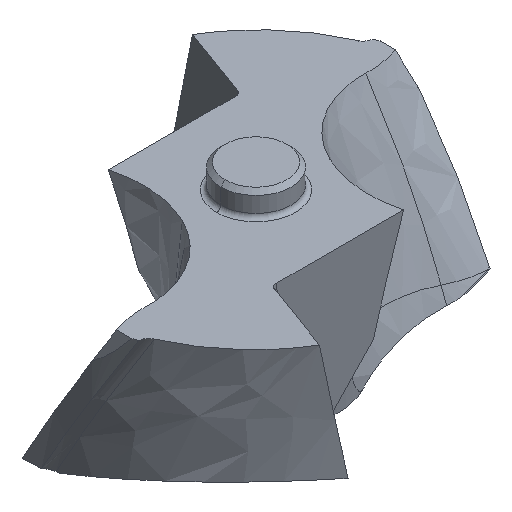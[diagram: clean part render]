
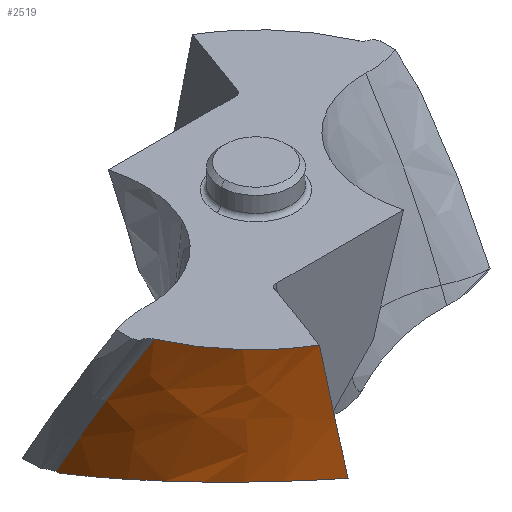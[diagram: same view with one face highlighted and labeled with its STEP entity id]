
A CAD part, isometric view. The second image highlights one B-rep face of the part: STEP entity #2519.
In plain terms, the highlighted free-form (B-spline) face has degree [3, 3] with [7, 5] control points.
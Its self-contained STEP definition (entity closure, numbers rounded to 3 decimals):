
#193=CARTESIAN_POINT('',(-6.365,-2.769,
0.));
#194=CARTESIAN_POINT('',(-6.04,-3.507,
0.));
#195=CARTESIAN_POINT('',(-5.244,-4.688,
0.));
#196=CARTESIAN_POINT('',(-4.135,-5.565,
0.));
#197=CARTESIAN_POINT('',(-3.626,-5.869,
0.));
#207=CARTESIAN_POINT('',(-6.365,-2.769,
0.));
#879=CARTESIAN_POINT('',(-2.952,-6.206,
-4.243));
#880=CARTESIAN_POINT('',(-2.978,-6.184,
-4.062));
#881=CARTESIAN_POINT('',(-3.033,-6.14,
-3.686));
#882=CARTESIAN_POINT('',(-3.123,-6.081,
-3.09));
#883=CARTESIAN_POINT('',(-3.224,-6.024,
-2.442));
#884=CARTESIAN_POINT('',(-3.34,-5.971,
-1.724));
#885=CARTESIAN_POINT('',(-3.472,-5.921,
-0.924));
#886=CARTESIAN_POINT('',(-3.573,-5.887,
-0.319));
#887=CARTESIAN_POINT('',(-3.626,-5.869,
0.));
#892=CARTESIAN_POINT('',(-6.944,0.,
-5.194));
#893=CARTESIAN_POINT('',(-6.944,-0.106,
-5.153));
#894=CARTESIAN_POINT('',(-6.94,-0.318,
-5.072));
#895=CARTESIAN_POINT('',(-6.918,-0.633,
-4.958));
#896=CARTESIAN_POINT('',(-6.882,-0.943,
-4.851));
#897=CARTESIAN_POINT('',(-6.833,-1.249,
-4.751));
#898=CARTESIAN_POINT('',(-6.77,-1.55,
-4.657));
#899=CARTESIAN_POINT('',(-6.695,-1.845,
-4.57));
#900=CARTESIAN_POINT('',(-6.607,-2.135,
-4.49));
#901=CARTESIAN_POINT('',(-6.507,-2.417,
-4.417));
#902=CARTESIAN_POINT('',(-6.396,-2.692,
-4.351));
#903=CARTESIAN_POINT('',(-6.274,-2.961,
-4.291));
#904=CARTESIAN_POINT('',(-6.14,-3.223,
-4.239));
#905=CARTESIAN_POINT('',(-5.995,-3.478,
-4.192));
#906=CARTESIAN_POINT('',(-5.839,-3.727,
-4.153));
#907=CARTESIAN_POINT('',(-5.674,-3.968,
-4.119));
#908=CARTESIAN_POINT('',(-5.498,-4.202,
-4.093));
#909=CARTESIAN_POINT('',(-5.313,-4.427,
-4.073));
#910=CARTESIAN_POINT('',(-5.119,-4.644,
-4.06));
#911=CARTESIAN_POINT('',(-4.915,-4.853,
-4.053));
#912=CARTESIAN_POINT('',(-4.702,-5.054,
-4.053));
#913=CARTESIAN_POINT('',(-4.479,-5.246,
-4.059));
#914=CARTESIAN_POINT('',(-4.246,-5.43,
-4.073));
#915=CARTESIAN_POINT('',(-4.005,-5.605,
-4.093));
#916=CARTESIAN_POINT('',(-3.754,-5.771,
-4.12));
#917=CARTESIAN_POINT('',(-3.496,-5.927,
-4.154));
#918=CARTESIAN_POINT('',(-3.229,-6.072,
-4.194));
#919=CARTESIAN_POINT('',(-3.045,-6.162,
-4.226));
#920=CARTESIAN_POINT('',(-2.952,-6.206,
-4.243));
#925=CARTESIAN_POINT('',(-6.943,0.119,
-5.21));
#926=CARTESIAN_POINT('',(-6.944,0.105,
-5.208));
#927=CARTESIAN_POINT('',(-6.944,0.079,
-5.204));
#928=CARTESIAN_POINT('',(-6.944,0.04,
-5.199));
#929=CARTESIAN_POINT('',(-6.944,0.013,
-5.196));
#930=CARTESIAN_POINT('',(-6.944,0.,
-5.194));
#935=CARTESIAN_POINT('',(-6.365,-2.769,
0.));
#936=CARTESIAN_POINT('',(-6.532,-2.383,
-0.715));
#937=CARTESIAN_POINT('',(-6.852,-1.424,
-2.452));
#938=CARTESIAN_POINT('',(-6.956,-0.445,
-4.188));
#939=CARTESIAN_POINT('',(-6.943,0.119,
-5.21));
#1371=VERTEX_POINT('',#207);
#1372=VERTEX_POINT('',#197);
#1411=CARTESIAN_POINT('',(-2.952,-6.206,
-4.243));
#1412=VERTEX_POINT('',#1411);
#1413=VERTEX_POINT('',#892);
#1414=VERTEX_POINT('',#925);
#2475=CARTESIAN_POINT('',(-3.254,-6.13,
-5.262));
#2476=CARTESIAN_POINT('',(-2.834,-6.264,
-4.223));
#2477=CARTESIAN_POINT('',(-1.988,-6.516,
-2.453));
#2478=CARTESIAN_POINT('',(-0.918,-6.747,
-0.682));
#2479=CARTESIAN_POINT('',(-0.439,-6.833,
0.05));
#2480=CARTESIAN_POINT('',(-3.332,-6.088,
-5.262));
#2481=CARTESIAN_POINT('',(-2.914,-6.23,
-4.223));
#2482=CARTESIAN_POINT('',(-2.072,-6.494,
-2.453));
#2483=CARTESIAN_POINT('',(-1.005,-6.738,
-0.682));
#2484=CARTESIAN_POINT('',(-0.527,-6.829,
0.05));
#2485=CARTESIAN_POINT('',(-4.13,-5.646,
-5.262));
#2486=CARTESIAN_POINT('',(-3.731,-5.863,
-4.223));
#2487=CARTESIAN_POINT('',(-2.92,-6.255,
-2.453));
#2488=CARTESIAN_POINT('',(-1.886,-6.627,
-0.682));
#2489=CARTESIAN_POINT('',(-1.421,-6.77,
0.05));
#2490=CARTESIAN_POINT('',(-5.473,-4.508,
-5.262));
#2491=CARTESIAN_POINT('',(-5.138,-4.859,
-4.223));
#2492=CARTESIAN_POINT('',(-4.437,-5.481,
-2.453));
#2493=CARTESIAN_POINT('',(-3.513,-6.082,
-0.682));
#2494=CARTESIAN_POINT('',(-3.094,-6.32,
0.05));
#2495=CARTESIAN_POINT('',(-6.712,-2.302,
-5.262));
#2496=CARTESIAN_POINT('',(-6.532,-2.802,
-4.223));
#2497=CARTESIAN_POINT('',(-6.094,-3.678,
-2.453));
#2498=CARTESIAN_POINT('',(-5.432,-4.534,
-0.682));
#2499=CARTESIAN_POINT('',(-5.122,-4.878,
0.05));
#2500=CARTESIAN_POINT('',(-6.968,-0.624,
-5.262));
#2501=CARTESIAN_POINT('',(-6.919,-1.183,
-4.223));
#2502=CARTESIAN_POINT('',(-6.707,-2.155,
-2.453));
#2503=CARTESIAN_POINT('',(-6.27,-3.108,
-0.682));
#2504=CARTESIAN_POINT('',(-6.053,-3.492,
0.05));
#2505=CARTESIAN_POINT('',(-6.941,0.223,
-5.262));
#2506=CARTESIAN_POINT('',(-6.962,-0.351,
-4.223));
#2507=CARTESIAN_POINT('',(-6.869,-1.352,
-2.453));
#2508=CARTESIAN_POINT('',(-6.551,-2.333,
-0.682));
#2509=CARTESIAN_POINT('',(-6.383,-2.728,
0.05));
#2510=B_SPLINE_SURFACE_WITH_KNOTS('',3,3,((#2475,#2476,#2477,#2478,#2479),
(#2480,#2481,#2482,#2483,#2484),(#2485,#2486,#2487,#2488,#2489),(#2490,#2491,
#2492,#2493,#2494),(#2495,#2496,#2497,#2498,#2499),(#2500,#2501,#2502,#2503,
#2504),(#2505,#2506,#2507,#2508,#2509)),.UNSPECIFIED.,.F.,.F.,.F.,(4,1,1,1,4),
(4,1,4),(0.,0.034,0.35,
0.665,0.99),(0.,0.587,
1.),.UNSPECIFIED.);
#2512=ORIENTED_EDGE('',*,*,#2511,.F.);
#2513=ORIENTED_EDGE('',*,*,#1885,.F.);
#2514=ORIENTED_EDGE('',*,*,#1920,.F.);
#2515=ORIENTED_EDGE('',*,*,#2467,.F.);
#2516=ORIENTED_EDGE('',*,*,#1631,.T.);
#2517=EDGE_LOOP('',(#2512,#2513,#2514,#2515,#2516));
#2518=FACE_OUTER_BOUND('',#2517,.F.);
#198=B_SPLINE_CURVE_WITH_KNOTS('',3,(#193,#194,#195,#196,#197),.UNSPECIFIED.,
.F.,.F.,(4,1,4),(0.,0.576,1.),.UNSPECIFIED.);
#888=B_SPLINE_CURVE_WITH_KNOTS('',3,(#879,#880,#881,#882,#883,#884,#885,#886,
#887),.UNSPECIFIED.,.F.,.F.,(4,1,1,1,1,1,4),(0.,0.167,
0.333,0.5,0.667,0.833,1.),
.UNSPECIFIED.);
#921=B_SPLINE_CURVE_WITH_KNOTS('',3,(#892,#893,#894,#895,#896,#897,#898,#899,
#900,#901,#902,#903,#904,#905,#906,#907,#908,#909,#910,#911,#912,#913,#914,#915,
#916,#917,#918,#919,#920),.UNSPECIFIED.,.F.,.F.,(4,1,1,1,1,1,1,1,1,1,1,1,1,1,1,
1,1,1,1,1,1,1,1,1,1,1,4),(0.,0.038,0.077,
0.115,0.154,0.192,0.231,
0.269,0.308,0.346,0.385,
0.423,0.462,0.5,0.538,0.577,
0.615,0.654,0.692,0.731,
0.769,0.808,0.846,0.885,
0.923,0.962,1.),.UNSPECIFIED.);
#931=B_SPLINE_CURVE_WITH_KNOTS('',3,(#925,#926,#927,#928,#929,#930),
.UNSPECIFIED.,.F.,.F.,(4,1,1,4),(0.,0.333,0.667,1.),
.UNSPECIFIED.);
#940=B_SPLINE_CURVE_WITH_KNOTS('',3,(#935,#936,#937,#938,#939),.UNSPECIFIED.,
.F.,.F.,(4,1,4),(0.,0.412,1.),.UNSPECIFIED.);
#1631=EDGE_CURVE('',#1371,#1372,#198,.T.);
#1885=EDGE_CURVE('',#1413,#1412,#921,.T.);
#1920=EDGE_CURVE('',#1414,#1413,#931,.T.);
#2467=EDGE_CURVE('',#1371,#1414,#940,.T.);
#2511=EDGE_CURVE('',#1412,#1372,#888,.T.);
#2519=ADVANCED_FACE('',(#2518),#2510,.F.);
